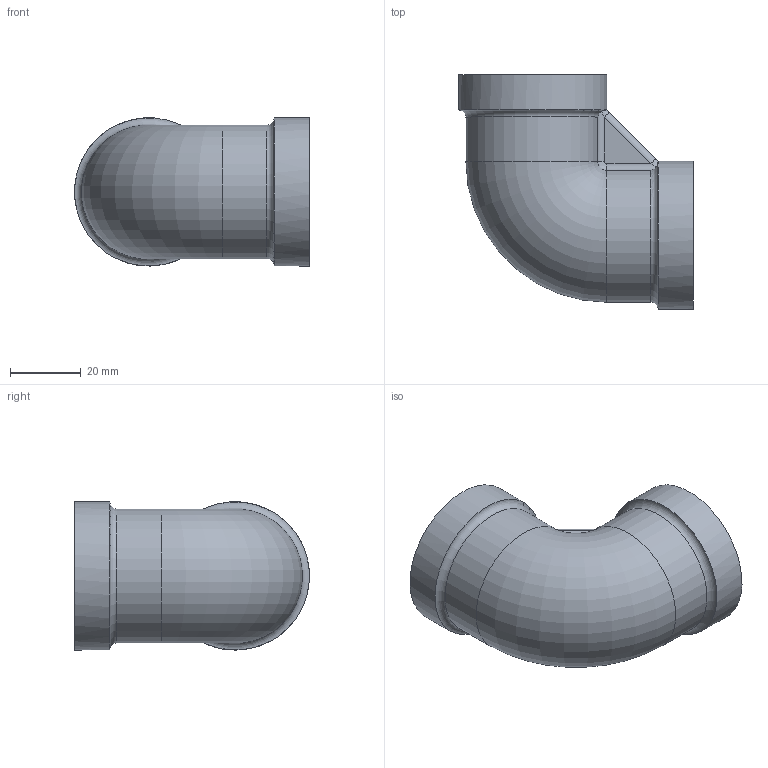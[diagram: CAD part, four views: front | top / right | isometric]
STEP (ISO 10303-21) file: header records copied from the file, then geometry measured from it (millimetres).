
FILE_DESCRIPTION(/* description */ ('FEMALE ELBOW 1" BSP 316 STAINLESS STEEL'),/* implementation_level */ '2;1');
FILE_NAME(/* name */ '#34SS_1.stp',/* time_stamp */ '2018-05-02T14:47:43+10:00',/* author */ ('daud'),/* organization */ (''),/* preprocessor_version */ 'ST-DEVELOPER v16.13',/* originating_system */ 'Autodesk Inventor 2018',/* authorisation */ '');
FILE_SCHEMA (('AUTOMOTIVE_DESIGN { 1 0 10303 214 3 1 1 }'));
Length unit declared in the file: millimetre
Products named in the file (1): #966
Bounding box: 66.47 x 66.49 x 41.95 mm (x, y, z)
Volume: 40243.7 mm3; surface area: 19490.3 mm2
Topology: 1 solids, 1 shells, 29 faces, 69 edges, 42 vertices
Faces by surface type: cylinder 12, bspline 6, plane 5, torus 4, cone 2
Full cylindrical faces by diameter (mm): 30.25 x2, 42 x2
Entity records: 961 total; most frequent: CARTESIAN_POINT 302, DIRECTION 132, ORIENTED_EDGE 120, EDGE_CURVE 60, AXIS2_PLACEMENT_3D 60, VERTEX_POINT 40, EDGE_LOOP 38, FACE_OUTER_BOUND 29
